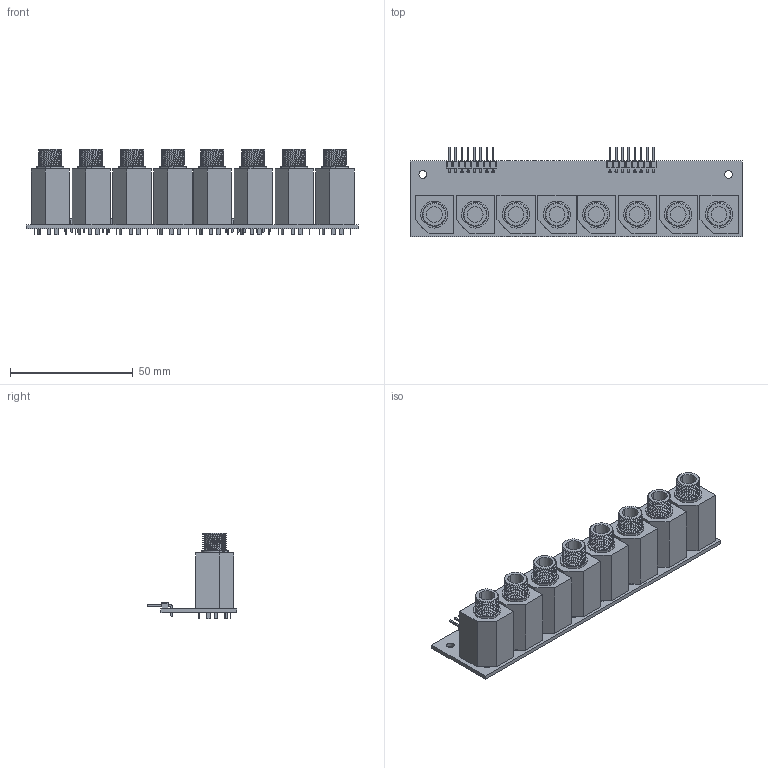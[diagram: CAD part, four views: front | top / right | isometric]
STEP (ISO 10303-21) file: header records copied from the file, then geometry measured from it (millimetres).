
FILE_DESCRIPTION(('KiCad electronic assembly'),'2;1');
FILE_NAME('Drum_Controller.step','2025-01-01T02:59:38',('Pcbnew'),( 'Kicad'),'Open CASCADE STEP processor 7.8','KiCad to STEP converter' ,'Unknown');
FILE_SCHEMA(('AUTOMOTIVE_DESIGN { 1 0 10303 214 1 1 1 1 }'));
Length unit declared in the file: millimetre
Products named in the file (6): Drum_Controller 1; CK635117; PinHeader_1x08_P2.54mm_Horizontal; PinHeader_1x08_P254mm_Horizontal; Drum_Controller_PCB
Assembly tree (13 placements, depth 3):
  Drum_Controller 1
    CK635117  x8
      CK635117
    PinHeader_1x08_P2.54mm_Horizontal  x2
      PinHeader_1x08_P254mm_Horizontal
    Drum_Controller_PCB
Bounding box: 135.5 x 36.69 x 34.8 mm (x, y, z)
Volume: 28649.6 mm3; surface area: 37595.9 mm2
Topology: 59 solids, 59 shells, 1264 faces, 3134 edges, 2036 vertices
Faces by surface type: plane 902, cylinder 314, bspline 32, cone 16
Full cylindrical faces by diameter (mm): 1 x16, 3.2 x2
Entity records: 18937 total; most frequent: CARTESIAN_POINT 4574, ORIENTED_EDGE 2552, DIRECTION 2449, EDGE_CURVE 1276, LINE 1001, VECTOR 1001, VERTEX_POINT 828, AXIS2_PLACEMENT_3D 724
